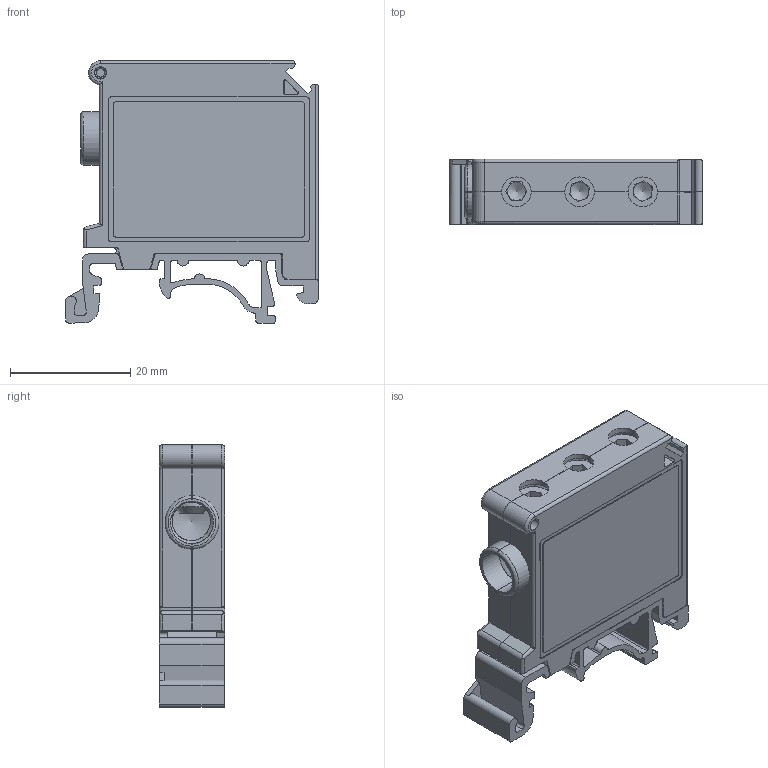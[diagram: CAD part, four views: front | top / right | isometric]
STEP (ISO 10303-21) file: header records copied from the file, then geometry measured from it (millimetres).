
FILE_DESCRIPTION(/* description */ ('Unknown'),/* implementation_level */ '2;1');
FILE_NAME(/* name */ 'LPT_225_3D',/* time_stamp */ '2021-08-04T11:21:55+06:00',/* author */ ('Unknown'),/* organization */ ('Unknown'),/* preprocessor_version */ 'ST-DEVELOPER v16.7',/* originating_system */ 'DEX',/* authorisation */ $);
FILE_SCHEMA (('AUTOMOTIVE_DESIGN {1 0 10303 214 3 1 1}'));
Products named in the file (1): LPT_225_A
Bounding box: 42 x 10.85 x 43.6 mm (x, y, z)
Volume: 9773.6 mm3; surface area: 14226.5 mm2
Topology: 2 solids, 6 shells, 1501 faces, 3969 edges, 2584 vertices
Faces by surface type: plane 483, cylinder 425, bspline 415, cone 157, torus 17, sphere 4
Full cylindrical faces by diameter (mm): 2 x4, 2.05 x4, 3 x4, 3.05 x1, 5.188 x1, 5.998 x3, 6 x3, 6.4 x43, 6.5 x1
Entity records: 56960 total; most frequent: CARTESIAN_POINT 21448, ORIENTED_EDGE 7490, DIRECTION 5628, EDGE_CURVE 3745, VERTEX_POINT 2555, AXIS2_PLACEMENT_3D 2026, FACE_BOUND 1808, EDGE_LOOP 1802
